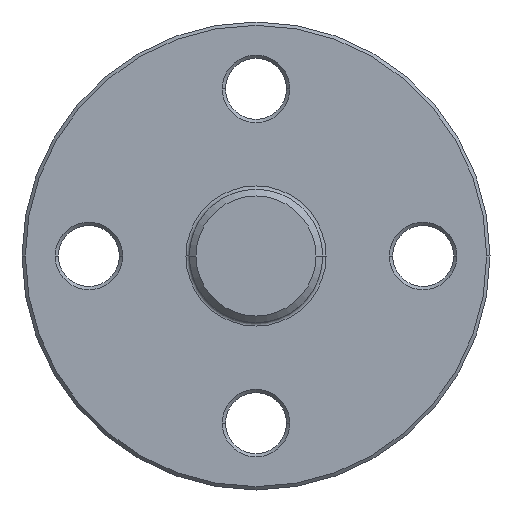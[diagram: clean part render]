
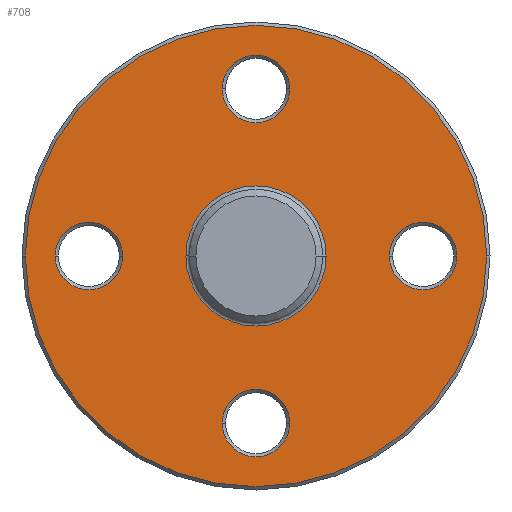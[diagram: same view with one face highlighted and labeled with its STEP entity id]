
A CAD part, front view. The second image highlights one B-rep face of the part: STEP entity #708.
In plain terms, the highlighted planar face has unit normal (0, -1, 0).
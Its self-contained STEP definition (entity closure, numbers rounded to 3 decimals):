
#30=CARTESIAN_POINT('',(0.,20.,0.));
#31=DIRECTION('',(0.,1.,0.));
#32=DIRECTION('',(-1.,0.,0.));
#33=AXIS2_PLACEMENT_3D('',#30,#31,#32);
#35=CARTESIAN_POINT('',(0.,20.,0.));
#36=DIRECTION('',(0.,1.,0.));
#37=DIRECTION('',(1.,0.,0.));
#38=AXIS2_PLACEMENT_3D('',#35,#36,#37);
#40=CARTESIAN_POINT('',(-25.,20.,0.));
#41=DIRECTION('',(0.,1.,0.));
#42=DIRECTION('',(1.,0.,0.));
#43=AXIS2_PLACEMENT_3D('',#40,#41,#42);
#45=CARTESIAN_POINT('',(-25.,20.,0.));
#46=DIRECTION('',(0.,1.,0.));
#47=DIRECTION('',(-1.,0.,0.));
#48=AXIS2_PLACEMENT_3D('',#45,#46,#47);
#50=CARTESIAN_POINT('',(0.,20.,25.));
#51=DIRECTION('',(0.,1.,0.));
#52=DIRECTION('',(1.,0.,0.));
#53=AXIS2_PLACEMENT_3D('',#50,#51,#52);
#55=CARTESIAN_POINT('',(0.,20.,25.));
#56=DIRECTION('',(0.,1.,0.));
#57=DIRECTION('',(-1.,0.,0.));
#58=AXIS2_PLACEMENT_3D('',#55,#56,#57);
#60=CARTESIAN_POINT('',(25.,20.,0.));
#61=DIRECTION('',(0.,1.,0.));
#62=DIRECTION('',(1.,0.,0.));
#63=AXIS2_PLACEMENT_3D('',#60,#61,#62);
#65=CARTESIAN_POINT('',(25.,20.,0.));
#66=DIRECTION('',(0.,1.,0.));
#67=DIRECTION('',(-1.,0.,0.));
#68=AXIS2_PLACEMENT_3D('',#65,#66,#67);
#70=CARTESIAN_POINT('',(0.,20.,-25.));
#71=DIRECTION('',(0.,1.,0.));
#72=DIRECTION('',(1.,0.,0.));
#73=AXIS2_PLACEMENT_3D('',#70,#71,#72);
#75=CARTESIAN_POINT('',(0.,20.,-25.));
#76=DIRECTION('',(0.,1.,0.));
#77=DIRECTION('',(-1.,0.,0.));
#78=AXIS2_PLACEMENT_3D('',#75,#76,#77);
#80=CARTESIAN_POINT('',(0.,20.,0.));
#81=DIRECTION('',(0.,-1.,0.));
#82=DIRECTION('',(1.,0.,0.));
#83=AXIS2_PLACEMENT_3D('',#80,#81,#82);
#85=CARTESIAN_POINT('',(0.,20.,0.));
#86=DIRECTION('',(0.,-1.,0.));
#87=DIRECTION('',(-1.,0.,0.));
#88=AXIS2_PLACEMENT_3D('',#85,#86,#87);
#509=CARTESIAN_POINT('',(-34.5,20.,0.));
#510=CARTESIAN_POINT('',(34.5,20.,0.));
#511=VERTEX_POINT('',#509);
#512=VERTEX_POINT('',#510);
#521=CARTESIAN_POINT('',(-19.945,20.,0.));
#522=CARTESIAN_POINT('',(-30.055,20.,0.));
#523=VERTEX_POINT('',#521);
#524=VERTEX_POINT('',#522);
#529=CARTESIAN_POINT('',(5.055,20.,25.));
#530=CARTESIAN_POINT('',(-5.055,20.,25.));
#531=VERTEX_POINT('',#529);
#532=VERTEX_POINT('',#530);
#537=CARTESIAN_POINT('',(30.055,20.,0.));
#538=CARTESIAN_POINT('',(19.945,20.,0.));
#539=VERTEX_POINT('',#537);
#540=VERTEX_POINT('',#538);
#545=CARTESIAN_POINT('',(5.055,20.,-25.));
#546=CARTESIAN_POINT('',(-5.055,20.,-25.));
#547=VERTEX_POINT('',#545);
#548=VERTEX_POINT('',#546);
#593=CARTESIAN_POINT('',(10.481,20.,0.));
#594=CARTESIAN_POINT('',(-10.481,20.,0.));
#595=VERTEX_POINT('',#593);
#596=VERTEX_POINT('',#594);
#668=CARTESIAN_POINT('',(0.,20.,0.));
#669=DIRECTION('',(0.,1.,0.));
#670=DIRECTION('',(1.,0.,0.));
#671=AXIS2_PLACEMENT_3D('',#668,#669,#670);
#672=PLANE('',#671);
#674=ORIENTED_EDGE('',*,*,#673,.T.);
#676=ORIENTED_EDGE('',*,*,#675,.T.);
#677=EDGE_LOOP('',(#674,#676));
#678=FACE_OUTER_BOUND('',#677,.F.);
#680=ORIENTED_EDGE('',*,*,#679,.F.);
#682=ORIENTED_EDGE('',*,*,#681,.F.);
#683=EDGE_LOOP('',(#680,#682));
#684=FACE_BOUND('',#683,.F.);
#686=ORIENTED_EDGE('',*,*,#685,.F.);
#688=ORIENTED_EDGE('',*,*,#687,.F.);
#689=EDGE_LOOP('',(#686,#688));
#690=FACE_BOUND('',#689,.F.);
#692=ORIENTED_EDGE('',*,*,#691,.F.);
#694=ORIENTED_EDGE('',*,*,#693,.F.);
#695=EDGE_LOOP('',(#692,#694));
#696=FACE_BOUND('',#695,.F.);
#698=ORIENTED_EDGE('',*,*,#697,.F.);
#700=ORIENTED_EDGE('',*,*,#699,.F.);
#701=EDGE_LOOP('',(#698,#700));
#702=FACE_BOUND('',#701,.F.);
#704=ORIENTED_EDGE('',*,*,#703,.T.);
#705=ORIENTED_EDGE('',*,*,#658,.T.);
#706=EDGE_LOOP('',(#704,#705));
#707=FACE_BOUND('',#706,.F.);
#708=ADVANCED_FACE('',(#678,#684,#690,#696,#702,#707),#672,.F.);
#34=CIRCLE('',#33,34.5);
#39=CIRCLE('',#38,34.5);
#44=CIRCLE('',#43,5.055);
#49=CIRCLE('',#48,5.055);
#54=CIRCLE('',#53,5.055);
#59=CIRCLE('',#58,5.055);
#64=CIRCLE('',#63,5.055);
#69=CIRCLE('',#68,5.055);
#74=CIRCLE('',#73,5.055);
#79=CIRCLE('',#78,5.055);
#84=CIRCLE('',#83,10.481);
#89=CIRCLE('',#88,10.481);
#658=EDGE_CURVE('',#596,#595,#89,.T.);
#673=EDGE_CURVE('',#511,#512,#34,.T.);
#675=EDGE_CURVE('',#512,#511,#39,.T.);
#679=EDGE_CURVE('',#523,#524,#44,.T.);
#681=EDGE_CURVE('',#524,#523,#49,.T.);
#685=EDGE_CURVE('',#531,#532,#54,.T.);
#687=EDGE_CURVE('',#532,#531,#59,.T.);
#691=EDGE_CURVE('',#539,#540,#64,.T.);
#693=EDGE_CURVE('',#540,#539,#69,.T.);
#697=EDGE_CURVE('',#547,#548,#74,.T.);
#699=EDGE_CURVE('',#548,#547,#79,.T.);
#703=EDGE_CURVE('',#595,#596,#84,.T.);
